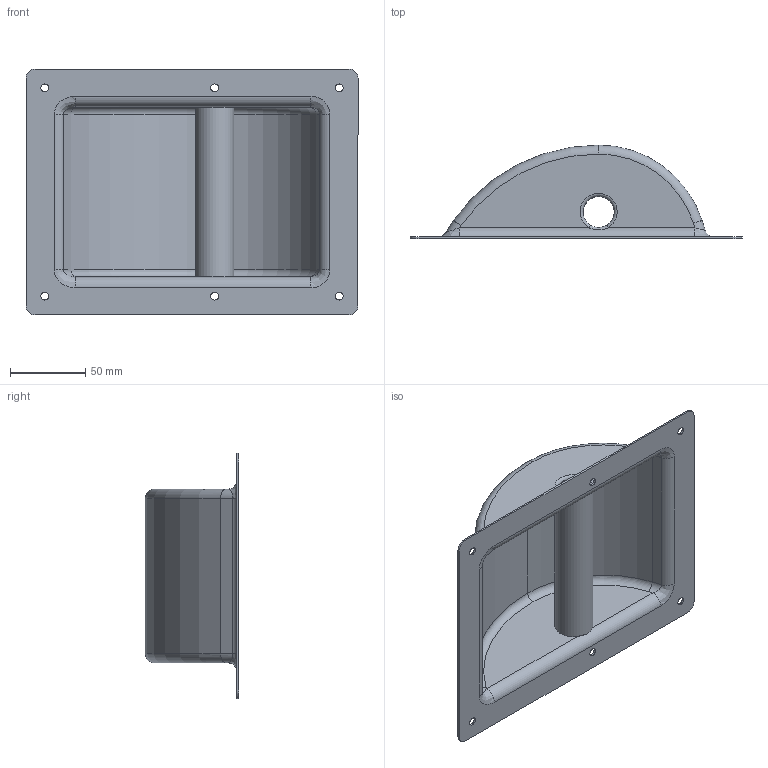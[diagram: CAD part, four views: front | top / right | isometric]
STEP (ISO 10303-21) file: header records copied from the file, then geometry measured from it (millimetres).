
FILE_DESCRIPTION(/* description */ ('KriTec Griffmulde St 220x163'),/* implementation_level */ '2;1');
FILE_NAME(/* name */ '13378_KriTec_Griffmulde_St_220x163.stp',/* time_stamp */ '2017-07-21T13:43:59+02:00',/* author */ ('Steiner'),/* organization */ (''),/* preprocessor_version */ 'ST-DEVELOPER v16.1',/* originating_system */ 'Autodesk Inventor 2016',/* authorisation */ '');
FILE_SCHEMA (('CONFIG_CONTROL_DESIGN'));
Length unit declared in the file: millimetre
Products named in the file (1): 13378_KriTec_Griffmulde_St_220x163
Bounding box: 220 x 62 x 163 mm (x, y, z)
Volume: 75687.8 mm3; surface area: 126458 mm2
Topology: 1 solids, 1 shells, 74 faces, 184 edges, 112 vertices
Faces by surface type: cylinder 34, plane 18, bspline 12, torus 10
Full cylindrical faces by diameter (mm): 5.2 x6, 20.6 x2, 23 x1, 25.4 x1
Entity records: 2577 total; most frequent: CARTESIAN_POINT 856, DIRECTION 364, ORIENTED_EDGE 332, EDGE_CURVE 166, AXIS2_PLACEMENT_3D 151, VERTEX_POINT 104, EDGE_LOOP 100, CIRCLE 76
